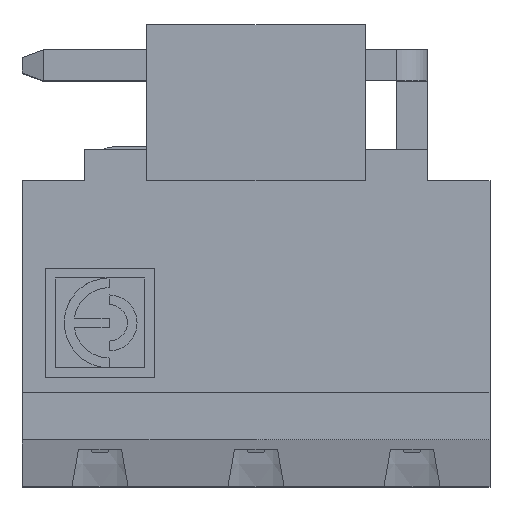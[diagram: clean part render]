
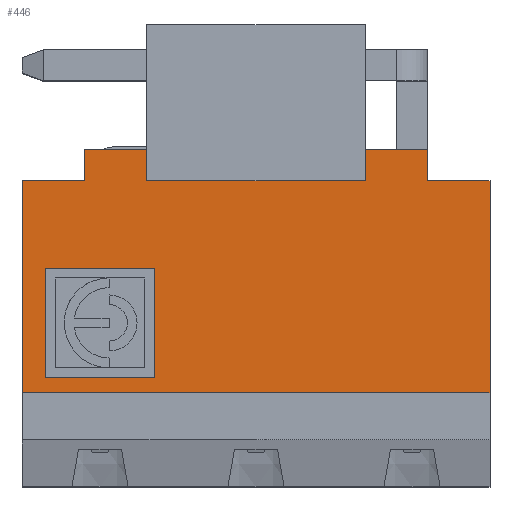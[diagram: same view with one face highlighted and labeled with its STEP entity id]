
A CAD part, top view. The second image highlights one B-rep face of the part: STEP entity #446.
In plain terms, the highlighted planar face has unit normal (0, 0, 1).
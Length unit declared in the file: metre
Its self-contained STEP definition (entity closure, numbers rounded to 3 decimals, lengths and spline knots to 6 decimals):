
#446=ADVANCED_FACE('',(#937,#938),#939,.F.);
#937=FACE_OUTER_BOUND('',#1456,.T.);
#938=FACE_BOUND('',#1457,.T.);
#939=PLANE('',#1458);
#1456=EDGE_LOOP('',(#2743,#2744,#2745,#2746,#2747,#2748,#2749,#2750,#2751,#2752,#2753,#2754));
#1457=EDGE_LOOP('',(#2755,#2756,#2757,#2758));
#1458=AXIS2_PLACEMENT_3D('',#2759,#2760,#2761);
#2743=ORIENTED_EDGE('',*,*,#3574,.T.);
#2744=ORIENTED_EDGE('',*,*,#3522,.T.);
#2745=ORIENTED_EDGE('',*,*,#3100,.T.);
#2746=ORIENTED_EDGE('',*,*,#3282,.T.);
#2747=ORIENTED_EDGE('',*,*,#3485,.F.);
#2748=ORIENTED_EDGE('',*,*,#3191,.F.);
#2749=ORIENTED_EDGE('',*,*,#3308,.T.);
#2750=ORIENTED_EDGE('',*,*,#3419,.F.);
#2751=ORIENTED_EDGE('',*,*,#3590,.F.);
#2752=ORIENTED_EDGE('',*,*,#3075,.T.);
#2753=ORIENTED_EDGE('',*,*,#3591,.T.);
#2754=ORIENTED_EDGE('',*,*,#3373,.F.);
#2755=ORIENTED_EDGE('',*,*,#3184,.F.);
#2756=ORIENTED_EDGE('',*,*,#3258,.F.);
#2757=ORIENTED_EDGE('',*,*,#3466,.F.);
#2758=ORIENTED_EDGE('',*,*,#3592,.F.);
#2759=CARTESIAN_POINT('',(0.0153,0.0068,0.));
#2760=DIRECTION('',(0.,0.,-1.0));
#2761=DIRECTION('',(-1.0,0.,0.));
#3075=EDGE_CURVE('',#3654,#3666,#3668,.T.);
#3100=EDGE_CURVE('',#3715,#3713,#3716,.T.);
#3184=EDGE_CURVE('',#3858,#3860,#3861,.T.);
#3191=EDGE_CURVE('',#3870,#3872,#3873,.T.);
#3258=EDGE_CURVE('',#3985,#3858,#3987,.T.);
#3282=EDGE_CURVE('',#3713,#4026,#4028,.T.);
#3308=EDGE_CURVE('',#3870,#4066,#4068,.T.);
#3373=EDGE_CURVE('',#4169,#4171,#4172,.T.);
#3419=EDGE_CURVE('',#4234,#4066,#4235,.T.);
#3466=EDGE_CURVE('',#4290,#3985,#4292,.T.);
#3485=EDGE_CURVE('',#3872,#4026,#4316,.T.);
#3522=EDGE_CURVE('',#4360,#3715,#4361,.T.);
#3574=EDGE_CURVE('',#4169,#4360,#4423,.T.);
#3590=EDGE_CURVE('',#3654,#4234,#4439,.T.);
#3591=EDGE_CURVE('',#3666,#4171,#4440,.T.);
#3592=EDGE_CURVE('',#3860,#4290,#4441,.T.);
#3654=VERTEX_POINT('',#4509);
#3666=VERTEX_POINT('',#4527);
#3668=LINE('',#4530,#4531);
#3713=VERTEX_POINT('',#4598);
#3715=VERTEX_POINT('',#4601);
#3716=LINE('',#4602,#4603);
#3858=VERTEX_POINT('',#4806);
#3860=VERTEX_POINT('',#4809);
#3861=LINE('',#4810,#4811);
#3870=VERTEX_POINT('',#4824);
#3872=VERTEX_POINT('',#4827);
#3873=LINE('',#4828,#4829);
#3985=VERTEX_POINT('',#4986);
#3987=LINE('',#4989,#4990);
#4026=VERTEX_POINT('',#5054);
#4028=LINE('',#5057,#5058);
#4066=VERTEX_POINT('',#5113);
#4068=LINE('',#5116,#5117);
#4169=VERTEX_POINT('',#5263);
#4171=VERTEX_POINT('',#5266);
#4172=LINE('',#5267,#5268);
#4234=VERTEX_POINT('',#5362);
#4235=LINE('',#5363,#5364);
#4290=VERTEX_POINT('',#5445);
#4292=LINE('',#5448,#5449);
#4316=LINE('',#5497,#5498);
#4360=VERTEX_POINT('',#5566);
#4361=LINE('',#5567,#5568);
#4423=LINE('',#5663,#5664);
#4439=LINE('',#5685,#5686);
#4440=LINE('',#5687,#5688);
#4441=LINE('',#5689,#5690);
#4509=CARTESIAN_POINT('',(0.015,0.0068,0.));
#4527=CARTESIAN_POINT('',(0.013,0.0068,0.));
#4530=CARTESIAN_POINT('',(0.0116,0.0068,0.));
#4531=VECTOR('',#5772,1.0);
#4598=CARTESIAN_POINT('',(0.004,0.0078,0.));
#4601=CARTESIAN_POINT('',(0.004,0.0068,0.));
#4602=CARTESIAN_POINT('',(0.004,0.0068,0.));
#4603=VECTOR('',#5793,1.0);
#4806=CARTESIAN_POINT('',(0.00075,0.000497,0.));
#4809=CARTESIAN_POINT('',(0.00425,0.000497,0.));
#4810=CARTESIAN_POINT('',(0.00425,0.000497,0.));
#4811=VECTOR('',#5874,1.0);
#4824=CARTESIAN_POINT('',(0.0,0.0068,0.));
#4827=CARTESIAN_POINT('',(0.002,0.0068,0.));
#4828=CARTESIAN_POINT('',(0.0034,0.0068,0.));
#4829=VECTOR('',#5880,1.0);
#4986=CARTESIAN_POINT('',(0.00075,0.003996,0.));
#4989=CARTESIAN_POINT('',(0.00075,0.000497,0.));
#4990=VECTOR('',#5951,1.0);
#5054=CARTESIAN_POINT('',(0.002,0.0078,0.));
#5057=CARTESIAN_POINT('',(0.004,0.0078,0.));
#5058=VECTOR('',#5977,1.0);
#5113=CARTESIAN_POINT('',(0.0,0.,0.));
#5116=CARTESIAN_POINT('',(0.0,0.0068,0.));
#5117=VECTOR('',#6005,1.0);
#5263=CARTESIAN_POINT('',(0.011,0.0078,0.));
#5266=CARTESIAN_POINT('',(0.013,0.0078,0.));
#5267=CARTESIAN_POINT('',(0.011,0.0078,0.));
#5268=VECTOR('',#6067,1.0);
#5362=CARTESIAN_POINT('',(0.015,0.0,0.));
#5363=CARTESIAN_POINT('',(0.0153,0.0,0.));
#5364=VECTOR('',#6103,1.0);
#5445=CARTESIAN_POINT('',(0.00425,0.003996,0.));
#5448=CARTESIAN_POINT('',(0.00075,0.003996,0.));
#5449=VECTOR('',#6140,1.0);
#5497=CARTESIAN_POINT('',(0.002,0.0068,0.));
#5498=VECTOR('',#6149,1.0);
#5566=CARTESIAN_POINT('',(0.011,0.0068,0.));
#5567=CARTESIAN_POINT('',(0.0116,0.0068,0.));
#5568=VECTOR('',#6174,1.0);
#5663=CARTESIAN_POINT('',(0.011,0.0068,0.));
#5664=VECTOR('',#6208,1.0);
#5685=CARTESIAN_POINT('',(0.015,0.0068,0.));
#5686=VECTOR('',#6214,1.0);
#5687=CARTESIAN_POINT('',(0.013,0.0068,0.));
#5688=VECTOR('',#6215,1.0);
#5689=CARTESIAN_POINT('',(0.00425,0.003996,0.));
#5690=VECTOR('',#6216,1.0);
#5772=DIRECTION('',(-1.0,0.,0.));
#5793=DIRECTION('',(0.,1.0,0.));
#5874=DIRECTION('',(1.0,0.,0.));
#5880=DIRECTION('',(1.0,0.,0.));
#5951=DIRECTION('',(0.,-1.0,0.));
#5977=DIRECTION('',(-1.0,0.,0.));
#6005=DIRECTION('',(0.,-1.0,0.));
#6067=DIRECTION('',(1.0,0.,0.));
#6103=DIRECTION('',(-1.0,0.,0.));
#6140=DIRECTION('',(-1.0,0.,0.));
#6149=DIRECTION('',(0.,1.0,0.));
#6174=DIRECTION('',(-1.0,0.,0.));
#6208=DIRECTION('',(0.,-1.0,0.));
#6214=DIRECTION('',(0.,-1.0,0.));
#6215=DIRECTION('',(0.,1.0,0.));
#6216=DIRECTION('',(0.,1.0,0.));
